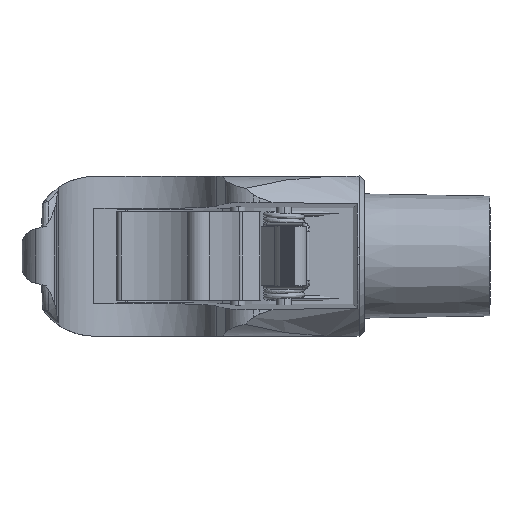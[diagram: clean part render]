
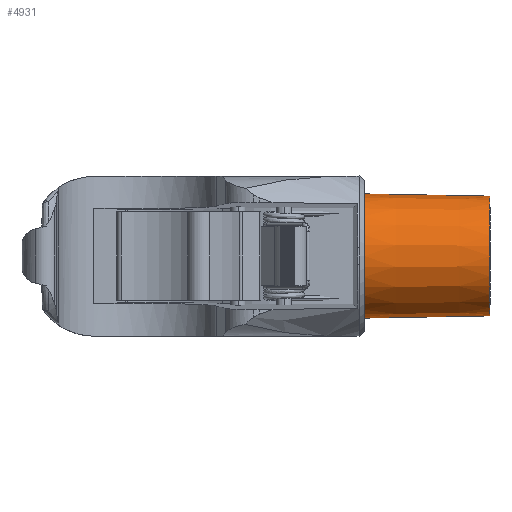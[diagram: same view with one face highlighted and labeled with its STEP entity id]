
A CAD part, front view. The second image highlights one B-rep face of the part: STEP entity #4931.
In plain terms, the highlighted conical face has half-angle 1 degrees and reference radius 19.75 mm.
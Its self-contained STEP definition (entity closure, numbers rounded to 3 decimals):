
#22 = CARTESIAN_POINT ( 'NONE',  ( 923.333, 455.737, 0. ) ) ;
#76 = EDGE_CURVE ( 'NONE', #17920, #8196, #13495, .T. ) ;
#673 = CARTESIAN_POINT ( 'NONE',  ( 963.333, 455.737, 0. ) ) ;
#902 = VECTOR ( 'NONE', #12857, 1000. ) ;
#938 = CARTESIAN_POINT ( 'NONE',  ( 923.333, 455.737, 0. ) ) ;
#1387 = CIRCLE ( 'NONE', #2092, 19.75 ) ;
#1896 = CARTESIAN_POINT ( 'NONE',  ( 923.333, 455.737, -19.75 ) ) ;
#2092 = AXIS2_PLACEMENT_3D ( 'NONE', #938, #10492, #2327 ) ;
#2207 = LINE ( 'NONE', #1896, #902 ) ;
#2327 = DIRECTION ( 'NONE',  ( 0., 0., -1. ) ) ;
#3303 = VERTEX_POINT ( 'NONE', #8838 ) ;
#4131 = CIRCLE ( 'NONE', #10717, 19.052 ) ;
#4775 = FACE_OUTER_BOUND ( 'NONE', #6022, .T. ) ;
#4931 = ADVANCED_FACE ( 'NONE', ( #4775 ), #8022, .T. ) ;
#5300 = EDGE_CURVE ( 'NONE', #3303, #11236, #2207, .T. ) ;
#5413 = EDGE_CURVE ( 'NONE', #17920, #3303, #4131, .T. ) ;
#5745 = VECTOR ( 'NONE', #17752, 1000. ) ;
#6022 = EDGE_LOOP ( 'NONE', ( #10285, #13844, #11740, #14822 ) ) ;
#6868 = DIRECTION ( 'NONE',  ( 0., 0., 1. ) ) ;
#7055 = DIRECTION ( 'NONE',  ( -1., 0., 0. ) ) ;
#7933 = CARTESIAN_POINT ( 'NONE',  ( 923.333, 455.737, 19.75 ) ) ;
#8022 = CONICAL_SURFACE ( 'NONE', #17051, 19.75, 0.017 ) ;
#8196 = VERTEX_POINT ( 'NONE', #12709 ) ;
#8838 = CARTESIAN_POINT ( 'NONE',  ( 963.333, 455.737, -19.052 ) ) ;
#10285 = ORIENTED_EDGE ( 'NONE', *, *, #5300, .F. ) ;
#10492 = DIRECTION ( 'NONE',  ( 1., 0., 0. ) ) ;
#10717 = AXIS2_PLACEMENT_3D ( 'NONE', #673, #13032, #17194 ) ;
#11236 = VERTEX_POINT ( 'NONE', #15170 ) ;
#11740 = ORIENTED_EDGE ( 'NONE', *, *, #76, .T. ) ;
#12709 = CARTESIAN_POINT ( 'NONE',  ( 923.333, 455.737, 19.75 ) ) ;
#12857 = DIRECTION ( 'NONE',  ( -1., 0., -0.017 ) ) ;
#13032 = DIRECTION ( 'NONE',  ( 1., 0., 0. ) ) ;
#13495 = LINE ( 'NONE', #7933, #5745 ) ;
#13844 = ORIENTED_EDGE ( 'NONE', *, *, #5413, .F. ) ;
#14822 = ORIENTED_EDGE ( 'NONE', *, *, #16980, .T. ) ;
#15170 = CARTESIAN_POINT ( 'NONE',  ( 923.333, 455.737, -19.75 ) ) ;
#16980 = EDGE_CURVE ( 'NONE', #8196, #11236, #1387, .T. ) ;
#17051 = AXIS2_PLACEMENT_3D ( 'NONE', #22, #7055, #6868 ) ;
#17194 = DIRECTION ( 'NONE',  ( 0., 0., -1. ) ) ;
#17495 = CARTESIAN_POINT ( 'NONE',  ( 963.333, 455.737, 19.052 ) ) ;
#17752 = DIRECTION ( 'NONE',  ( -1., 0., 0.017 ) ) ;
#17920 = VERTEX_POINT ( 'NONE', #17495 ) ;
